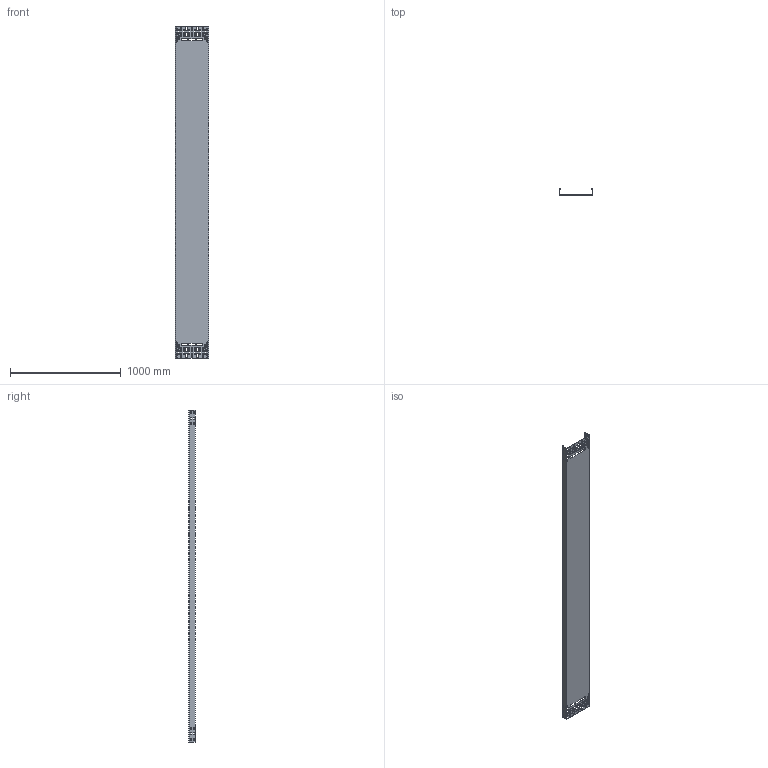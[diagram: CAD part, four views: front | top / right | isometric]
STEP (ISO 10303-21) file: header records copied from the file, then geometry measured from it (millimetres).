
FILE_DESCRIPTION((''),'2;1');
FILE_NAME('6085059','2012-08-28T',('AndreasKeweloh'),(''),'PRO/ENGINEER BY PARAMETRIC TECHNOLOGY CORPORATION, 2012130','PRO/ENGINEER BY PARAMETRIC TECHNOLOGY CORPORATION, 2012130','');
FILE_SCHEMA(('CONFIG_CONTROL_DESIGN'));
Length unit declared in the file: millimetre
Products named in the file (1): 6085059
Bounding box: 300 x 60 x 3000 mm (x, y, z)
Volume: 1305638.4 mm3; surface area: 2624945.6 mm2
Topology: 1 solids, 1 shells, 362 faces, 1080 edges, 720 vertices
Faces by surface type: plane 194, cylinder 168
Entity records: 12622 total; most frequent: CARTESIAN_POINT 2162, ORIENTED_EDGE 2160, DIRECTION 2140, EDGE_CURVE 1080, VECTOR 744, LINE 744, VERTEX_POINT 720, AXIS2_PLACEMENT_3D 698
